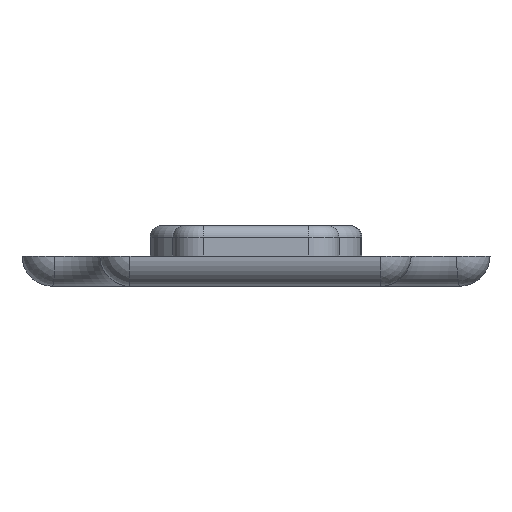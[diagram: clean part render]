
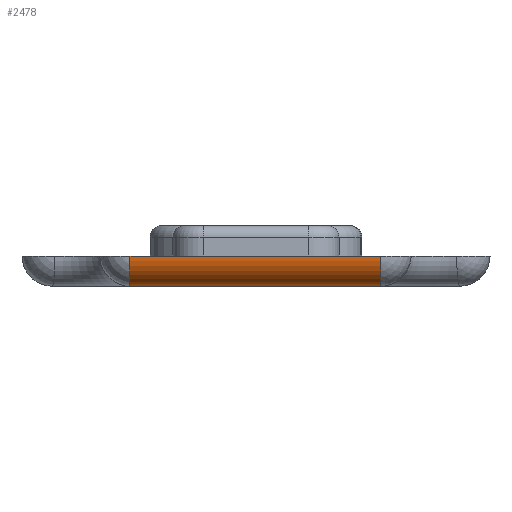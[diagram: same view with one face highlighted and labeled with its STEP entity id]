
A CAD part, front view. The second image highlights one B-rep face of the part: STEP entity #2478.
In plain terms, the highlighted cylindrical face has radius 2 mm (diameter 4 mm), a partial arc.
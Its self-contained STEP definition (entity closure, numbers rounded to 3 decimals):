
#215=FACE_OUTER_BOUND('',#376,.T.);
#376=EDGE_LOOP('',(#2062,#2063,#2064,#2065));
#506=LINE('',#4099,#678);
#564=LINE('',#4371,#736);
#678=VECTOR('',#3246,10.);
#736=VECTOR('',#3570,10.);
#938=CIRCLE('',#2810,2.);
#939=CIRCLE('',#2811,2.);
#1086=VERTEX_POINT('',#4096);
#1087=VERTEX_POINT('',#4098);
#1167=VERTEX_POINT('',#4367);
#1168=VERTEX_POINT('',#4369);
#1356=EDGE_CURVE('',#1087,#1086,#506,.T.);
#1492=EDGE_CURVE('',#1167,#1087,#938,.T.);
#1493=EDGE_CURVE('',#1086,#1168,#939,.T.);
#1494=EDGE_CURVE('',#1167,#1168,#564,.T.);
#2062=ORIENTED_EDGE('',*,*,#1492,.T.);
#2063=ORIENTED_EDGE('',*,*,#1356,.T.);
#2064=ORIENTED_EDGE('',*,*,#1493,.T.);
#2065=ORIENTED_EDGE('',*,*,#1494,.F.);
#2354=CYLINDRICAL_SURFACE('',#2809,2.);
#2478=ADVANCED_FACE('',(#215),#2354,.T.);
#2809=AXIS2_PLACEMENT_3D('',#4366,#3564,#3565);
#2810=AXIS2_PLACEMENT_3D('',#4368,#3566,#3567);
#2811=AXIS2_PLACEMENT_3D('',#4370,#3568,#3569);
#3246=DIRECTION('',(1.,0.,0.));
#3564=DIRECTION('center_axis',(1.,0.,0.));
#3565=DIRECTION('ref_axis',(0.,-0.707,-0.707));
#3566=DIRECTION('center_axis',(1.,0.,0.));
#3567=DIRECTION('ref_axis',(0.,-1.,0.));
#3568=DIRECTION('center_axis',(-1.,0.,0.));
#3569=DIRECTION('ref_axis',(0.,0.,-1.));
#3570=DIRECTION('',(1.,0.,0.));
#4096=CARTESIAN_POINT('',(191.6,103.19,0.));
#4098=CARTESIAN_POINT('',(174.985,103.19,0.));
#4099=CARTESIAN_POINT('',(179.157,103.19,0.));
#4366=CARTESIAN_POINT('Origin',(179.157,103.19,2.));
#4367=CARTESIAN_POINT('',(174.985,101.19,2.));
#4368=CARTESIAN_POINT('Origin',(174.985,103.19,2.));
#4369=CARTESIAN_POINT('',(191.6,101.19,2.));
#4370=CARTESIAN_POINT('Origin',(191.6,103.19,2.));
#4371=CARTESIAN_POINT('',(174.985,101.19,2.));
